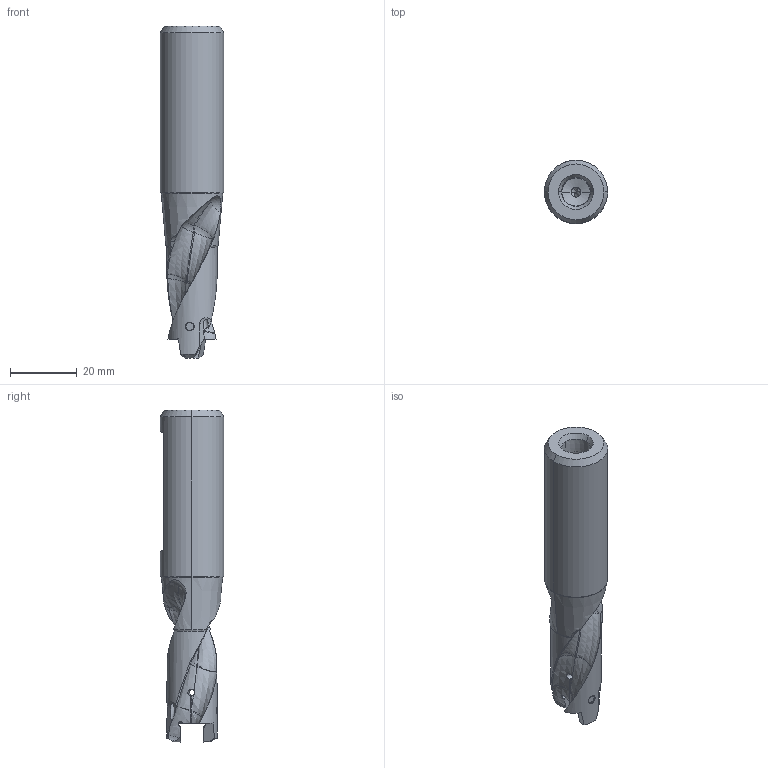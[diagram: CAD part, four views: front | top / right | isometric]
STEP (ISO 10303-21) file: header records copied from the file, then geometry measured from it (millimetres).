
FILE_DESCRIPTION(/* description */ (''),/* implementation_level */ '2;1');
FILE_NAME(/* name */ 'STAWSS0041.stp',/* time_stamp */ '2025-06-17T13:11:54+09:00',/* author */ (''),/* organization */ (''),/* preprocessor_version */ 'ST-DEVELOPER v18.101',/* originating_system */ 'SIEMENS PLM Software NX 2011',/* authorisation */ '');
FILE_SCHEMA (('AUTOMOTIVE_DESIGN { 1 0 10303 214 3 1 1 1 }'));
Length unit declared in the file: millimetre
Products named in the file (1): STAWSS0041_ASM
Bounding box: 19.05 x 19.05 x 99.69 mm (x, y, z)
Volume: 16390.8 mm3; surface area: 8046 mm2
Topology: 3 solids, 3 shells, 216 faces, 694 edges, 460 vertices
Faces by surface type: cylinder 67, plane 41, cone 36, sphere 34, bspline 30, torus 8
Entity records: 12508 total; most frequent: CARTESIAN_POINT 7065, ORIENTED_EDGE 1328, DIRECTION 834, EDGE_CURVE 664, VERTEX_POINT 456, B_SPLINE_CURVE_WITH_KNOTS 382, AXIS2_PLACEMENT_3D 351, EDGE_LOOP 228
